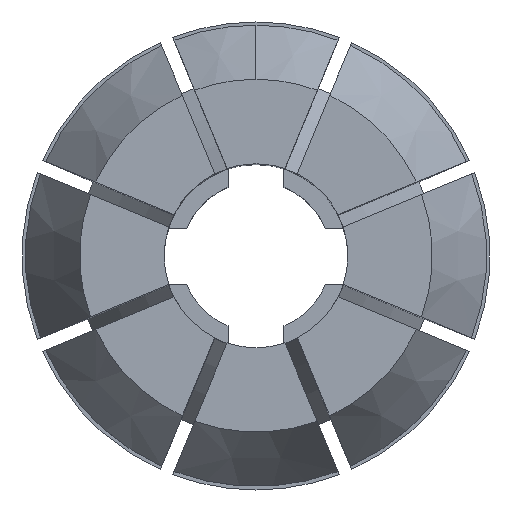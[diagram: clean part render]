
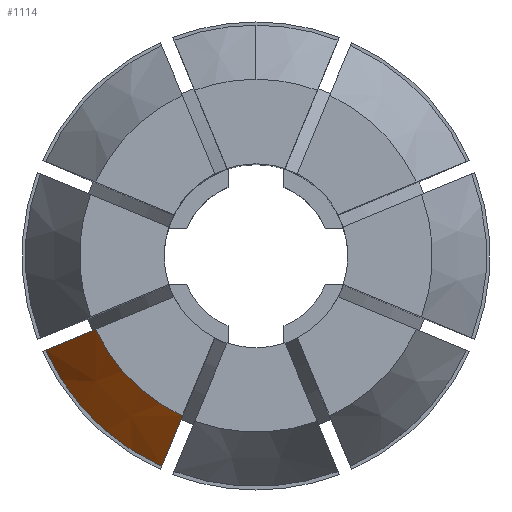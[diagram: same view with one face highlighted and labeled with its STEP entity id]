
A CAD part, top view. The second image highlights one B-rep face of the part: STEP entity #1114.
In plain terms, the highlighted conical face has half-angle 30 degrees and reference radius 10.3 mm.
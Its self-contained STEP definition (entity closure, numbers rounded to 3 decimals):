
#223 = EDGE_CURVE ( 'NONE', #3024, #559, #406, .T. ) ;
#289 = AXIS2_PLACEMENT_3D ( 'NONE', #1539, #2111, #3629 ) ;
#308 = CARTESIAN_POINT ( 'NONE',  ( -7.159, -3.29, 31.5 ) ) ;
#406 = CIRCLE ( 'NONE', #2278, 7.878 ) ;
#456 = B_SPLINE_CURVE_WITH_KNOTS ( 'NONE', 3,
 ( #797, #2298, #3793, #513 ),
 .UNSPECIFIED., .F., .F.,
 ( 4, 4 ),
 ( 0., 0.005 ),
 .UNSPECIFIED. ) ;
#467 = CARTESIAN_POINT ( 'NONE',  ( 0., 0., 27.306 ) ) ;
#513 = CARTESIAN_POINT ( 'NONE',  ( -9.397, -4.217, 27.306 ) ) ;
#559 = VERTEX_POINT ( 'NONE', #308 ) ;
#788 = B_SPLINE_CURVE_WITH_KNOTS ( 'NONE', 3,
 ( #1914, #2785, #2764, #2206 ),
 .UNSPECIFIED., .F., .F.,
 ( 4, 4 ),
 ( 0., 0.005 ),
 .UNSPECIFIED. ) ;
#797 = CARTESIAN_POINT ( 'NONE',  ( -7.159, -3.29, 31.5 ) ) ;
#946 = EDGE_CURVE ( 'NONE', #2165, #1608, #3771, .T. ) ;
#1082 = DIRECTION ( 'NONE',  ( 0., 0., -1. ) ) ;
#1114 = ADVANCED_FACE ( 'NONE', ( #2080 ), #2460, .T. ) ;
#1244 = DIRECTION ( 'NONE',  ( 0., 0., -1. ) ) ;
#1290 = ORIENTED_EDGE ( 'NONE', *, *, #1907, .T. ) ;
#1391 = ORIENTED_EDGE ( 'NONE', *, *, #223, .T. ) ;
#1537 = CARTESIAN_POINT ( 'NONE',  ( 0., 0., 31.5 ) ) ;
#1539 = CARTESIAN_POINT ( 'NONE',  ( 0., 0., 27.306 ) ) ;
#1543 = DIRECTION ( 'NONE',  ( 0., 1., 0. ) ) ;
#1608 = VERTEX_POINT ( 'NONE', #2686 ) ;
#1685 = DIRECTION ( 'NONE',  ( 0., 1., 0. ) ) ;
#1907 = EDGE_CURVE ( 'NONE', #559, #1608, #456, .T. ) ;
#1914 = CARTESIAN_POINT ( 'NONE',  ( -3.29, -7.159, 31.5 ) ) ;
#2080 = FACE_OUTER_BOUND ( 'NONE', #3169, .T. ) ;
#2111 = DIRECTION ( 'NONE',  ( 0., 0., -1. ) ) ;
#2124 = CARTESIAN_POINT ( 'NONE',  ( -4.217, -9.397, 27.306 ) ) ;
#2165 = VERTEX_POINT ( 'NONE', #2124 ) ;
#2185 = EDGE_CURVE ( 'NONE', #3024, #2165, #788, .T. ) ;
#2190 = ORIENTED_EDGE ( 'NONE', *, *, #2185, .F. ) ;
#2206 = CARTESIAN_POINT ( 'NONE',  ( -4.217, -9.397, 27.306 ) ) ;
#2278 = AXIS2_PLACEMENT_3D ( 'NONE', #1537, #1244, #1543 ) ;
#2298 = CARTESIAN_POINT ( 'NONE',  ( -7.905, -3.599, 30.102 ) ) ;
#2460 = CONICAL_SURFACE ( 'NONE', #2701, 10.3, 0.524 ) ;
#2686 = CARTESIAN_POINT ( 'NONE',  ( -9.397, -4.217, 27.306 ) ) ;
#2701 = AXIS2_PLACEMENT_3D ( 'NONE', #467, #1082, #1685 ) ;
#2764 = CARTESIAN_POINT ( 'NONE',  ( -3.908, -8.651, 28.704 ) ) ;
#2785 = CARTESIAN_POINT ( 'NONE',  ( -3.599, -7.905, 30.102 ) ) ;
#3024 = VERTEX_POINT ( 'NONE', #3221 ) ;
#3165 = ORIENTED_EDGE ( 'NONE', *, *, #946, .F. ) ;
#3169 = EDGE_LOOP ( 'NONE', ( #1391, #1290, #3165, #2190 ) ) ;
#3221 = CARTESIAN_POINT ( 'NONE',  ( -3.29, -7.159, 31.5 ) ) ;
#3629 = DIRECTION ( 'NONE',  ( 0., 1., 0. ) ) ;
#3771 = CIRCLE ( 'NONE', #289, 10.3 ) ;
#3793 = CARTESIAN_POINT ( 'NONE',  ( -8.651, -3.908, 28.704 ) ) ;
